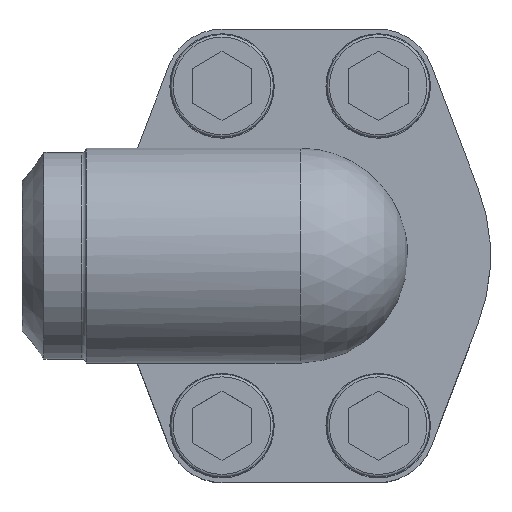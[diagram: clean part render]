
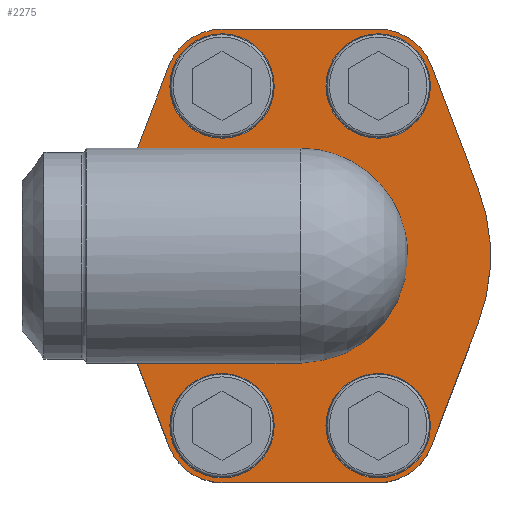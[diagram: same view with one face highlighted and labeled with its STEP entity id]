
A CAD part, top view. The second image highlights one B-rep face of the part: STEP entity #2275.
In plain terms, the highlighted planar face has unit normal (0, 0, 1).
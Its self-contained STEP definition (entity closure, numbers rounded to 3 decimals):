
#52=LINE('',#3171,#152);
#53=LINE('',#3173,#153);
#54=LINE('',#3177,#154);
#55=LINE('',#3181,#155);
#56=LINE('',#3185,#156);
#57=LINE('',#3189,#157);
#58=LINE('',#3193,#158);
#59=LINE('',#3195,#159);
#152=VECTOR('',#2652,1000.);
#153=VECTOR('',#2653,1000.);
#154=VECTOR('',#2656,1000.);
#155=VECTOR('',#2659,1000.);
#156=VECTOR('',#2662,1000.);
#157=VECTOR('',#2665,1000.);
#158=VECTOR('',#2668,1000.);
#159=VECTOR('',#2669,1000.);
#246=PLANE('',#2411);
#337=ORIENTED_EDGE('',*,*,#707,.F.);
#338=ORIENTED_EDGE('',*,*,#708,.F.);
#339=ORIENTED_EDGE('',*,*,#709,.F.);
#340=ORIENTED_EDGE('',*,*,#710,.F.);
#341=ORIENTED_EDGE('',*,*,#711,.F.);
#342=ORIENTED_EDGE('',*,*,#712,.T.);
#343=ORIENTED_EDGE('',*,*,#713,.T.);
#344=ORIENTED_EDGE('',*,*,#714,.T.);
#345=ORIENTED_EDGE('',*,*,#715,.T.);
#346=ORIENTED_EDGE('',*,*,#716,.T.);
#347=ORIENTED_EDGE('',*,*,#717,.T.);
#348=ORIENTED_EDGE('',*,*,#718,.T.);
#349=ORIENTED_EDGE('',*,*,#719,.T.);
#350=ORIENTED_EDGE('',*,*,#720,.T.);
#351=ORIENTED_EDGE('',*,*,#721,.T.);
#352=ORIENTED_EDGE('',*,*,#722,.T.);
#353=ORIENTED_EDGE('',*,*,#723,.T.);
#354=ORIENTED_EDGE('',*,*,#724,.T.);
#707=EDGE_CURVE('',#893,#893,#1030,.T.);
#708=EDGE_CURVE('',#894,#894,#1031,.T.);
#709=EDGE_CURVE('',#895,#895,#1032,.T.);
#710=EDGE_CURVE('',#896,#896,#1033,.T.);
#711=EDGE_CURVE('',#897,#898,#1034,.T.);
#712=EDGE_CURVE('',#897,#899,#52,.F.);
#713=EDGE_CURVE('',#899,#900,#53,.T.);
#714=EDGE_CURVE('',#900,#901,#1035,.T.);
#715=EDGE_CURVE('',#901,#902,#54,.T.);
#716=EDGE_CURVE('',#902,#903,#1036,.T.);
#717=EDGE_CURVE('',#903,#904,#55,.T.);
#718=EDGE_CURVE('',#904,#905,#1037,.T.);
#719=EDGE_CURVE('',#905,#906,#56,.T.);
#720=EDGE_CURVE('',#906,#907,#1038,.T.);
#721=EDGE_CURVE('',#907,#908,#57,.T.);
#722=EDGE_CURVE('',#908,#909,#1039,.T.);
#723=EDGE_CURVE('',#909,#910,#58,.T.);
#724=EDGE_CURVE('',#910,#898,#59,.T.);
#893=VERTEX_POINT('',#3161);
#894=VERTEX_POINT('',#3163);
#895=VERTEX_POINT('',#3165);
#896=VERTEX_POINT('',#3167);
#897=VERTEX_POINT('',#3169);
#898=VERTEX_POINT('',#3170);
#899=VERTEX_POINT('',#3172);
#900=VERTEX_POINT('',#3174);
#901=VERTEX_POINT('',#3176);
#902=VERTEX_POINT('',#3178);
#903=VERTEX_POINT('',#3180);
#904=VERTEX_POINT('',#3182);
#905=VERTEX_POINT('',#3184);
#906=VERTEX_POINT('',#3186);
#907=VERTEX_POINT('',#3188);
#908=VERTEX_POINT('',#3190);
#909=VERTEX_POINT('',#3192);
#910=VERTEX_POINT('',#3194);
#1030=CIRCLE('',#2412,12.2);
#1031=CIRCLE('',#2413,12.2);
#1032=CIRCLE('',#2414,12.2);
#1033=CIRCLE('',#2415,12.2);
#1034=CIRCLE('',#2416,24.15);
#1035=CIRCLE('',#2417,13.3);
#1036=CIRCLE('',#2418,13.3);
#1037=CIRCLE('',#2419,44.5);
#1038=CIRCLE('',#2420,13.3);
#1039=CIRCLE('',#2421,13.3);
#1109=EDGE_LOOP('',(#337));
#1110=EDGE_LOOP('',(#338));
#1111=EDGE_LOOP('',(#339));
#1112=EDGE_LOOP('',(#340));
#1113=EDGE_LOOP('',(#341,#342,#343,#344,#345,#346,#347,#348,#349,#350,#351,
#352,#353,#354));
#1290=FACE_BOUND('',#1109,.T.);
#1291=FACE_BOUND('',#1110,.T.);
#1292=FACE_BOUND('',#1111,.T.);
#1293=FACE_BOUND('',#1112,.T.);
#1294=FACE_BOUND('',#1113,.T.);
#2275=ADVANCED_FACE('',(#1290,#1291,#1292,#1293,#1294),#246,.T.);
#2411=AXIS2_PLACEMENT_3D('',#3159,#2640,#2641);
#2412=AXIS2_PLACEMENT_3D('',#3160,#2642,#2643);
#2413=AXIS2_PLACEMENT_3D('',#3162,#2644,#2645);
#2414=AXIS2_PLACEMENT_3D('',#3164,#2646,#2647);
#2415=AXIS2_PLACEMENT_3D('',#3166,#2648,#2649);
#2416=AXIS2_PLACEMENT_3D('',#3168,#2650,#2651);
#2417=AXIS2_PLACEMENT_3D('',#3175,#2654,#2655);
#2418=AXIS2_PLACEMENT_3D('',#3179,#2657,#2658);
#2419=AXIS2_PLACEMENT_3D('',#3183,#2660,#2661);
#2420=AXIS2_PLACEMENT_3D('',#3187,#2663,#2664);
#2421=AXIS2_PLACEMENT_3D('',#3191,#2666,#2667);
#2640=DIRECTION('',(0.,0.,1.));
#2641=DIRECTION('',(1.,0.,0.));
#2642=DIRECTION('',(0.,0.,1.));
#2643=DIRECTION('',(1.,0.,0.));
#2644=DIRECTION('',(0.,0.,1.));
#2645=DIRECTION('',(1.,0.,0.));
#2646=DIRECTION('',(0.,0.,1.));
#2647=DIRECTION('',(1.,0.,0.));
#2648=DIRECTION('',(0.,0.,1.));
#2649=DIRECTION('',(1.,0.,0.));
#2650=DIRECTION('',(0.,0.,1.));
#2651=DIRECTION('',(1.,0.,0.));
#2652=DIRECTION('',(1.,0.,0.));
#2653=DIRECTION('',(0.356,-0.934,0.));
#2654=DIRECTION('',(0.,0.,1.));
#2655=DIRECTION('',(1.,0.,0.));
#2656=DIRECTION('',(1.,0.,0.));
#2657=DIRECTION('',(0.,0.,1.));
#2658=DIRECTION('',(1.,0.,0.));
#2659=DIRECTION('',(0.356,0.934,0.));
#2660=DIRECTION('',(0.,0.,1.));
#2661=DIRECTION('',(1.,0.,0.));
#2662=DIRECTION('',(-0.356,0.934,0.));
#2663=DIRECTION('',(0.,0.,1.));
#2664=DIRECTION('',(1.,0.,0.));
#2665=DIRECTION('',(-1.,0.,0.));
#2666=DIRECTION('',(0.,0.,1.));
#2667=DIRECTION('',(1.,0.,0.));
#2668=DIRECTION('',(-0.356,-0.934,0.));
#2669=DIRECTION('',(1.,0.,0.));
#3159=CARTESIAN_POINT('',(0.,0.,26.));
#3160=CARTESIAN_POINT('',(18.25,-39.7,26.));
#3161=CARTESIAN_POINT('',(30.45,-39.7,26.));
#3162=CARTESIAN_POINT('',(-18.25,-39.7,26.));
#3163=CARTESIAN_POINT('',(-6.05,-39.7,26.));
#3164=CARTESIAN_POINT('',(-18.25,39.7,26.));
#3165=CARTESIAN_POINT('',(-6.05,39.7,26.));
#3166=CARTESIAN_POINT('',(18.25,39.7,26.));
#3167=CARTESIAN_POINT('',(30.45,39.7,26.));
#3168=CARTESIAN_POINT('',(0.,0.,26.));
#3169=CARTESIAN_POINT('',(-13.255,-20.187,26.));
#3170=CARTESIAN_POINT('',(-13.255,20.187,26.));
#3171=CARTESIAN_POINT('',(0.,-20.187,26.));
#3172=CARTESIAN_POINT('',(-39.927,-20.187,26.));
#3173=CARTESIAN_POINT('',(-41.578,-15.859,26.));
#3174=CARTESIAN_POINT('',(-30.677,-44.44,26.));
#3175=CARTESIAN_POINT('',(-18.25,-39.7,26.));
#3176=CARTESIAN_POINT('',(-18.25,-53.,26.));
#3177=CARTESIAN_POINT('',(-18.25,-53.,26.));
#3178=CARTESIAN_POINT('',(18.25,-53.,26.));
#3179=CARTESIAN_POINT('',(18.25,-39.7,26.));
#3180=CARTESIAN_POINT('',(30.677,-44.44,26.));
#3181=CARTESIAN_POINT('',(30.677,-44.44,26.));
#3182=CARTESIAN_POINT('',(41.578,-15.859,26.));
#3183=CARTESIAN_POINT('',(0.,0.,26.));
#3184=CARTESIAN_POINT('',(41.578,15.859,26.));
#3185=CARTESIAN_POINT('',(41.578,15.859,26.));
#3186=CARTESIAN_POINT('',(30.677,44.44,26.));
#3187=CARTESIAN_POINT('',(18.25,39.7,26.));
#3188=CARTESIAN_POINT('',(18.25,53.,26.));
#3189=CARTESIAN_POINT('',(18.25,53.,26.));
#3190=CARTESIAN_POINT('',(-18.25,53.,26.));
#3191=CARTESIAN_POINT('',(-18.25,39.7,26.));
#3192=CARTESIAN_POINT('',(-30.677,44.44,26.));
#3193=CARTESIAN_POINT('',(-30.677,44.44,26.));
#3194=CARTESIAN_POINT('',(-39.927,20.187,26.));
#3195=CARTESIAN_POINT('',(0.,20.187,26.));
